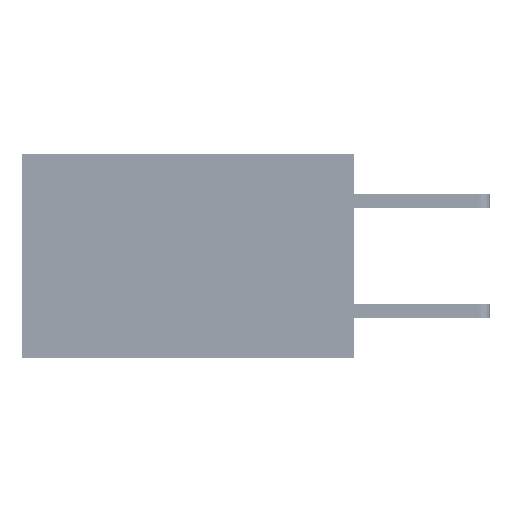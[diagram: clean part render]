
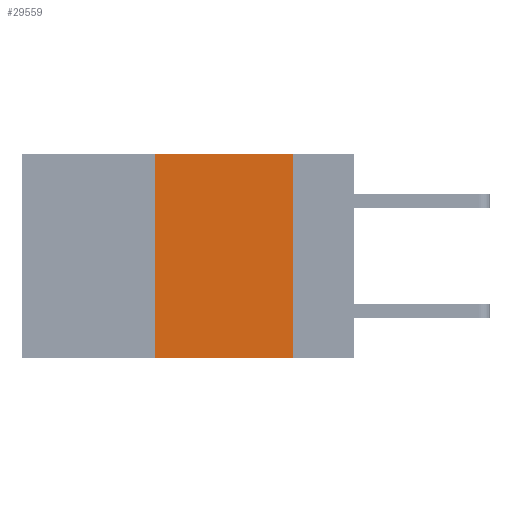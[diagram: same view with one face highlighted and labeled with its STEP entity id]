
A CAD part, left-side view. The second image highlights one B-rep face of the part: STEP entity #29559.
In plain terms, the highlighted planar face has unit normal (-1, 0, 0).
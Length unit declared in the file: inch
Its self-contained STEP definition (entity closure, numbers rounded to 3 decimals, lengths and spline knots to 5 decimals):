
#903 = CARTESIAN_POINT ( 'NONE',  ( 0., 0.6, 0. ) ) ;
#1828 = AXIS2_PLACEMENT_3D ( 'NONE', #903, #3938, #21468 ) ;
#3688 = LINE ( 'NONE', #9082, #35041 ) ;
#3938 = DIRECTION ( 'NONE',  ( 1., 0., 0. ) ) ;
#5530 = VERTEX_POINT ( 'NONE', #30132 ) ;
#6073 = VERTEX_POINT ( 'NONE', #12999 ) ;
#6534 = EDGE_CURVE ( 'NONE', #5530, #7807, #3688, .T. ) ;
#7807 = VERTEX_POINT ( 'NONE', #25697 ) ;
#8485 = ORIENTED_EDGE ( 'NONE', *, *, #6534, .F. ) ;
#8514 = ORIENTED_EDGE ( 'NONE', *, *, #15437, .T. ) ;
#9082 = CARTESIAN_POINT ( 'NONE',  ( 0., 0.11, 0. ) ) ;
#11909 = FACE_OUTER_BOUND ( 'NONE', #19147, .T. ) ;
#12999 = CARTESIAN_POINT ( 'NONE',  ( 0., 0.36, 0. ) ) ;
#13161 = VECTOR ( 'NONE', #35224, 39.37008 ) ;
#15202 = DIRECTION ( 'NONE',  ( 0., -1., 0. ) ) ;
#15437 = EDGE_CURVE ( 'NONE', #26134, #7807, #29319, .T. ) ;
#15517 = VECTOR ( 'NONE', #15202, 39.37008 ) ;
#15678 = VECTOR ( 'NONE', #35112, 39.37008 ) ;
#17755 = CARTESIAN_POINT ( 'NONE',  ( 0., 0.36, 0. ) ) ;
#17998 = EDGE_CURVE ( 'NONE', #6073, #5530, #31132, .T. ) ;
#18839 = LINE ( 'NONE', #17755, #15678 ) ;
#19147 = EDGE_LOOP ( 'NONE', ( #8485, #37582, #40499, #8514 ) ) ;
#21468 = DIRECTION ( 'NONE',  ( 0., 0., -1. ) ) ;
#21798 = CARTESIAN_POINT ( 'NONE',  ( 0., 0.36, -0.37 ) ) ;
#25697 = CARTESIAN_POINT ( 'NONE',  ( 0., 0.11, -0.37 ) ) ;
#26134 = VERTEX_POINT ( 'NONE', #21798 ) ;
#29226 = DIRECTION ( 'NONE',  ( 0., 0., -1. ) ) ;
#29319 = LINE ( 'NONE', #32192, #15517 ) ;
#29556 = EDGE_CURVE ( 'NONE', #26134, #6073, #18839, .T. ) ;
#29559 = ADVANCED_FACE ( 'NONE', ( #11909 ), #38077, .F. ) ;
#30132 = CARTESIAN_POINT ( 'NONE',  ( 0., 0.11, 0. ) ) ;
#31132 = LINE ( 'NONE', #31354, #13161 ) ;
#31354 = CARTESIAN_POINT ( 'NONE',  ( 0., 0.6, 0. ) ) ;
#32192 = CARTESIAN_POINT ( 'NONE',  ( 0., 0.6, -0.37 ) ) ;
#35041 = VECTOR ( 'NONE', #29226, 39.37008 ) ;
#35112 = DIRECTION ( 'NONE',  ( 0., 0., 1. ) ) ;
#35224 = DIRECTION ( 'NONE',  ( 0., -1., 0. ) ) ;
#37582 = ORIENTED_EDGE ( 'NONE', *, *, #17998, .F. ) ;
#38077 = PLANE ( 'NONE',  #1828 ) ;
#40499 = ORIENTED_EDGE ( 'NONE', *, *, #29556, .F. ) ;
